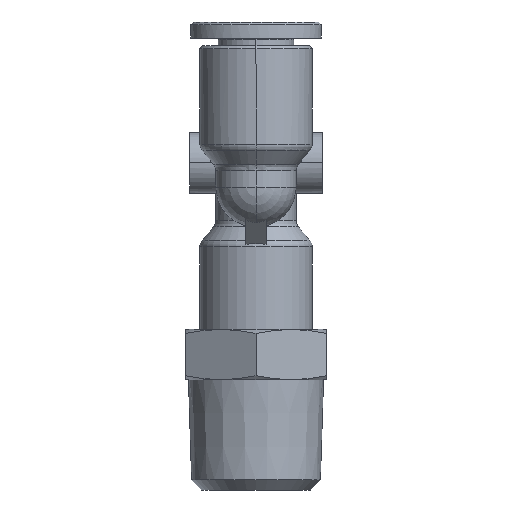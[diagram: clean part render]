
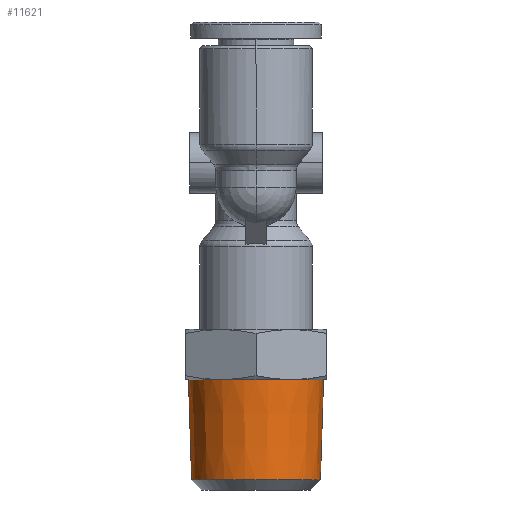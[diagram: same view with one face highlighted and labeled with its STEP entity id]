
A CAD part, left-side view. The second image highlights one B-rep face of the part: STEP entity #11621.
In plain terms, the highlighted conical face has half-angle 1.791 degrees and reference radius 6.562 mm.
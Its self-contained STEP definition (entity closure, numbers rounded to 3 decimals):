
#2866=CARTESIAN_POINT('',(22.983,-6.422,5.484));
#2867=VERTEX_POINT('',#2866);
#2868=CARTESIAN_POINT('',(12.982,-6.734,5.484));
#2869=VERTEX_POINT('',#2868);
#2870=CARTESIAN_POINT('',(22.983,-6.422,5.484));
#2871=DIRECTION('',(-1.,-0.031,0.));
#2872=VECTOR('',#2871,10.005);
#2873=LINE('',#2870,#2872);
#2874=EDGE_CURVE('',#2867,#2869,#2873,.T.);
#2876=CARTESIAN_POINT('',(22.983,6.422,5.484));
#2877=VERTEX_POINT('',#2876);
#2885=CARTESIAN_POINT('',(12.982,6.735,5.484));
#2886=VERTEX_POINT('',#2885);
#2887=CARTESIAN_POINT('',(12.982,6.735,5.484));
#2888=DIRECTION('',(1.,-0.031,0.));
#2889=VECTOR('',#2888,10.005);
#2890=LINE('',#2887,#2889);
#2891=EDGE_CURVE('',#2886,#2877,#2890,.T.);
#2931=CARTESIAN_POINT('',(22.983,0.,5.484));
#2932=DIRECTION('',(1.0,0.0,0.0));
#2933=DIRECTION('',(0.0,1.0,0.0));
#2934=AXIS2_PLACEMENT_3D('',#2931,#2932,#2933);
#2935=CIRCLE('',#2934,6.422);
#2936=EDGE_CURVE('',#2867,#2877,#2935,.T.);
#11604=CARTESIAN_POINT('',(18.482,0.,5.484));
#11605=DIRECTION('',(-1.0,0.,0.));
#11606=DIRECTION('',(0.0,-1.0,0.0));
#11607=AXIS2_PLACEMENT_3D('',#11604,#11605,#11606);
#11608=CONICAL_SURFACE('',#11607,6.563,1.791);
#11609=ORIENTED_EDGE('',*,*,#2874,.T.);
#11610=CARTESIAN_POINT('',(12.982,0.,5.484));
#11611=DIRECTION('',(-1.0,0.0,0.0));
#11612=DIRECTION('',(0.0,-1.0,0.0));
#11613=AXIS2_PLACEMENT_3D('',#11610,#11611,#11612);
#11614=CIRCLE('',#11613,6.735);
#11615=EDGE_CURVE('',#2886,#2869,#11614,.T.);
#11616=ORIENTED_EDGE('',*,*,#11615,.F.);
#11617=ORIENTED_EDGE('',*,*,#2891,.T.);
#11618=ORIENTED_EDGE('',*,*,#2936,.F.);
#11619=EDGE_LOOP('',(#11609,#11616,#11617,#11618));
#11620=FACE_OUTER_BOUND('',#11619,.T.);
#11621=ADVANCED_FACE('',(#11620),#11608,.T.);
